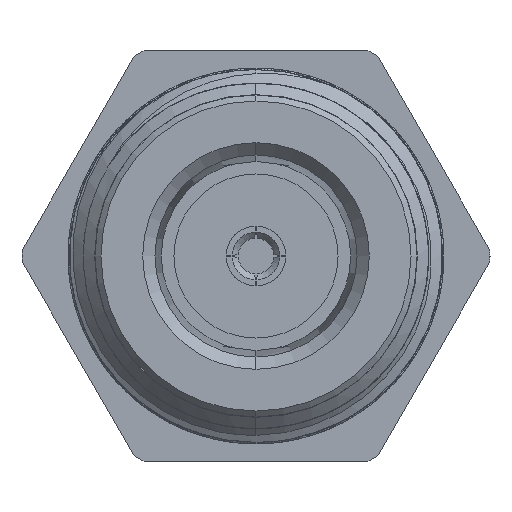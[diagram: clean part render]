
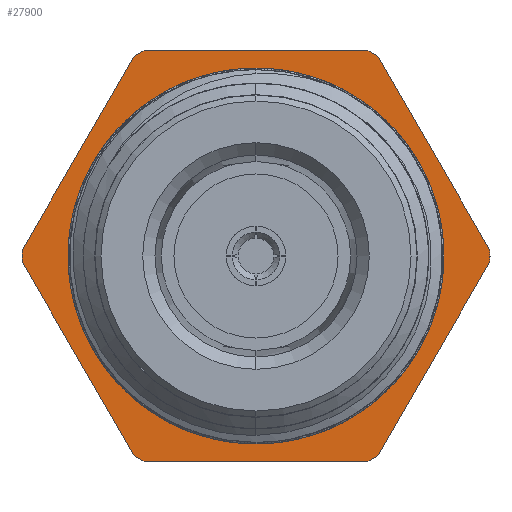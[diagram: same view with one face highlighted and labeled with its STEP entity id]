
A CAD part, left-side view. The second image highlights one B-rep face of the part: STEP entity #27900.
In plain terms, the highlighted face is planar.
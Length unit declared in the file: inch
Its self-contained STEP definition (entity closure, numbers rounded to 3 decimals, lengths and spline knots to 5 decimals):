
#819 = DIRECTION ( 'NONE',  ( -1., 0., 0. ) ) ;
#1442 = ORIENTED_EDGE ( 'NONE', *, *, #104888, .T. ) ;
#1476 = DIRECTION ( 'NONE',  ( 0., 0., 1. ) ) ;
#2006 = EDGE_CURVE ( 'NONE', #22116, #83598, #112768, .T. ) ;
#2031 = AXIS2_PLACEMENT_3D ( 'NONE', #22317, #48941, #66839 ) ;
#3149 = CARTESIAN_POINT ( 'NONE',  ( 0.93213, 0.34449, 0.18776 ) ) ;
#4303 = ORIENTED_EDGE ( 'NONE', *, *, #82445, .T. ) ;
#4595 = LINE ( 'NONE', #56934, #56379 ) ;
#7833 = LINE ( 'NONE', #23722, #47380 ) ;
#8710 = DIRECTION ( 'NONE',  ( 0., 0., 1. ) ) ;
#9462 = CARTESIAN_POINT ( 'NONE',  ( 0.93213, 0., 0. ) ) ;
#10337 = LINE ( 'NONE', #39393, #101767 ) ;
#10389 = VERTEX_POINT ( 'NONE', #87014 ) ;
#10588 = CIRCLE ( 'NONE', #17386, 0.39233 ) ;
#11167 = CARTESIAN_POINT ( 'NONE',  ( 0.93213, 0., 0.25033 ) ) ;
#11364 = DIRECTION ( 'NONE',  ( 0., 0.866, -0.5 ) ) ;
#11915 = EDGE_LOOP ( 'NONE', ( #14907, #31820, #35808, #16671, #70720, #4303, #57512, #74738, #74000, #90110, #83861, #97254, #1442 ) ) ;
#14029 = VERTEX_POINT ( 'NONE', #78505 ) ;
#14819 = CARTESIAN_POINT ( 'NONE',  ( 0.93213, 0., 0. ) ) ;
#14907 = ORIENTED_EDGE ( 'NONE', *, *, #45749, .F. ) ;
#15405 = CARTESIAN_POINT ( 'NONE',  ( 0.93213, -0.00964, -0.39222 ) ) ;
#15482 = DIRECTION ( 'NONE',  ( 0., 0.866, 0.5 ) ) ;
#15790 = ORIENTED_EDGE ( 'NONE', *, *, #56332, .T. ) ;
#16151 = EDGE_CURVE ( 'NONE', #22116, #107468, #91474, .T. ) ;
#16671 = ORIENTED_EDGE ( 'NONE', *, *, #2006, .T. ) ;
#17386 = AXIS2_PLACEMENT_3D ( 'NONE', #9462, #37205, #1476 ) ;
#18095 = VERTEX_POINT ( 'NONE', #33694 ) ;
#18375 = DIRECTION ( 'NONE',  ( 0., 0., 1. ) ) ;
#19988 = LINE ( 'NONE', #42959, #67610 ) ;
#20724 = EDGE_CURVE ( 'NONE', #111253, #50189, #44747, .T. ) ;
#20939 = DIRECTION ( 'NONE',  ( -1., 0., 0. ) ) ;
#21524 = DIRECTION ( 'NONE',  ( 0., -0.866, 0.5 ) ) ;
#21613 = CARTESIAN_POINT ( 'NONE',  ( 0.93213, -0.00964, 0.39222 ) ) ;
#22116 = VERTEX_POINT ( 'NONE', #21613 ) ;
#22184 = CARTESIAN_POINT ( 'NONE',  ( 0.93213, 0., 0. ) ) ;
#22234 = EDGE_CURVE ( 'NONE', #92012, #14029, #24166, .T. ) ;
#22317 = CARTESIAN_POINT ( 'NONE',  ( 0.93213, 0., 0. ) ) ;
#23342 = CARTESIAN_POINT ( 'NONE',  ( 0.93213, 0., 0. ) ) ;
#23722 = CARTESIAN_POINT ( 'NONE',  ( 0.93213, 0.34449, 0.19889 ) ) ;
#23983 = VERTEX_POINT ( 'NONE', #11167 ) ;
#24166 = LINE ( 'NONE', #58905, #89629 ) ;
#26256 = CARTESIAN_POINT ( 'NONE',  ( 0.93213, 0., 0. ) ) ;
#27678 = FACE_OUTER_BOUND ( 'NONE', #11915, .T. ) ;
#27900 = ADVANCED_FACE ( 'NONE', ( #80821, #27678 ), #88952, .F. ) ;
#28571 = AXIS2_PLACEMENT_3D ( 'NONE', #22184, #100285, #56823 ) ;
#30542 = EDGE_CURVE ( 'NONE', #92012, #111253, #65555, .T. ) ;
#31365 = VERTEX_POINT ( 'NONE', #83839 ) ;
#31700 = AXIS2_PLACEMENT_3D ( 'NONE', #63249, #88848, #18375 ) ;
#31820 = ORIENTED_EDGE ( 'NONE', *, *, #66736, .T. ) ;
#31833 = VERTEX_POINT ( 'NONE', #106089 ) ;
#33058 = DIRECTION ( 'NONE',  ( 0., 0., 1. ) ) ;
#33694 = CARTESIAN_POINT ( 'NONE',  ( 0.93213, -0.33485, -0.20446 ) ) ;
#35808 = ORIENTED_EDGE ( 'NONE', *, *, #16151, .F. ) ;
#37205 = DIRECTION ( 'NONE',  ( -1., 0., 0. ) ) ;
#39393 = CARTESIAN_POINT ( 'NONE',  ( 0.93213, -0.34449, -0.19889 ) ) ;
#40582 = CARTESIAN_POINT ( 'NONE',  ( 0.93213, -0.33485, 0.20446 ) ) ;
#40709 = VERTEX_POINT ( 'NONE', #75109 ) ;
#42959 = CARTESIAN_POINT ( 'NONE',  ( 0.93213, 0., -0.39778 ) ) ;
#44464 = DIRECTION ( 'NONE',  ( -1., 0., 0. ) ) ;
#44747 = CIRCLE ( 'NONE', #31700, 0.39233 ) ;
#45749 = EDGE_CURVE ( 'NONE', #105077, #47138, #112301, .T. ) ;
#47138 = VERTEX_POINT ( 'NONE', #3149 ) ;
#47380 = VECTOR ( 'NONE', #102580, 39.37008 ) ;
#48601 = VECTOR ( 'NONE', #85963, 39.37008 ) ;
#48941 = DIRECTION ( 'NONE',  ( -1., 0., 0. ) ) ;
#50189 = VERTEX_POINT ( 'NONE', #15405 ) ;
#50323 = DIRECTION ( 'NONE',  ( -1., 0., 0. ) ) ;
#52939 = CARTESIAN_POINT ( 'NONE',  ( 0.93213, 0., 0. ) ) ;
#53079 = DIRECTION ( 'NONE',  ( 0., 0., 1. ) ) ;
#53857 = DIRECTION ( 'NONE',  ( -1., 0., 0. ) ) ;
#54591 = AXIS2_PLACEMENT_3D ( 'NONE', #52939, #819, #62840 ) ;
#54847 = AXIS2_PLACEMENT_3D ( 'NONE', #26256, #44464, #8710 ) ;
#55257 = AXIS2_PLACEMENT_3D ( 'NONE', #106134, #53857, #53079 ) ;
#56332 = EDGE_CURVE ( 'NONE', #31833, #23983, #63355, .T. ) ;
#56379 = VECTOR ( 'NONE', #21524, 39.37008 ) ;
#56823 = DIRECTION ( 'NONE',  ( 0., 0., 1. ) ) ;
#56934 = CARTESIAN_POINT ( 'NONE',  ( 0.93213, 0., 0.39778 ) ) ;
#57512 = ORIENTED_EDGE ( 'NONE', *, *, #62232, .F. ) ;
#58159 = CARTESIAN_POINT ( 'NONE',  ( 0.93213, -0.34449, 0.19889 ) ) ;
#58905 = CARTESIAN_POINT ( 'NONE',  ( 0.93213, 0.34449, -0.19889 ) ) ;
#62232 = EDGE_CURVE ( 'NONE', #18095, #40709, #10588, .T. ) ;
#62840 = DIRECTION ( 'NONE',  ( 0., 0., 1. ) ) ;
#63249 = CARTESIAN_POINT ( 'NONE',  ( 0.93213, 0., 0. ) ) ;
#63355 = CIRCLE ( 'NONE', #2031, 0.25033 ) ;
#65555 = CIRCLE ( 'NONE', #28571, 0.39233 ) ;
#66736 = EDGE_CURVE ( 'NONE', #105077, #107468, #4595, .T. ) ;
#66839 = DIRECTION ( 'NONE',  ( 0., 0., 1. ) ) ;
#67610 = VECTOR ( 'NONE', #11364, 39.37008 ) ;
#70720 = ORIENTED_EDGE ( 'NONE', *, *, #109424, .F. ) ;
#71226 = CARTESIAN_POINT ( 'NONE',  ( 0.93213, 0.33485, 0.20446 ) ) ;
#71961 = CARTESIAN_POINT ( 'NONE',  ( 0.93213, 0., 0. ) ) ;
#73191 = AXIS2_PLACEMENT_3D ( 'NONE', #14819, #84913, #33058 ) ;
#73859 = AXIS2_PLACEMENT_3D ( 'NONE', #23342, #50323, #94166 ) ;
#74000 = ORIENTED_EDGE ( 'NONE', *, *, #20724, .F. ) ;
#74738 = ORIENTED_EDGE ( 'NONE', *, *, #107744, .T. ) ;
#75109 = CARTESIAN_POINT ( 'NONE',  ( 0.93213, -0.34449, -0.18776 ) ) ;
#78505 = CARTESIAN_POINT ( 'NONE',  ( 0.93213, 0.33485, -0.20446 ) ) ;
#80698 = DIRECTION ( 'NONE',  ( 0., 0., 1. ) ) ;
#80821 = FACE_BOUND ( 'NONE', #104267, .T. ) ;
#82445 = EDGE_CURVE ( 'NONE', #10389, #40709, #10337, .T. ) ;
#83598 = VERTEX_POINT ( 'NONE', #40582 ) ;
#83675 = CARTESIAN_POINT ( 'NONE',  ( 0.93213, 0., -0.39233 ) ) ;
#83839 = CARTESIAN_POINT ( 'NONE',  ( 0.93213, 0.34449, -0.18776 ) ) ;
#83861 = ORIENTED_EDGE ( 'NONE', *, *, #22234, .T. ) ;
#84913 = DIRECTION ( 'NONE',  ( -1., 0., 0. ) ) ;
#85963 = DIRECTION ( 'NONE',  ( 0., -0.866, -0.5 ) ) ;
#87014 = CARTESIAN_POINT ( 'NONE',  ( 0.93213, -0.34449, 0.18776 ) ) ;
#88848 = DIRECTION ( 'NONE',  ( -1., 0., 0. ) ) ;
#88952 = PLANE ( 'NONE',  #55257 ) ;
#89629 = VECTOR ( 'NONE', #15482, 39.37008 ) ;
#90110 = ORIENTED_EDGE ( 'NONE', *, *, #30542, .F. ) ;
#90312 = AXIS2_PLACEMENT_3D ( 'NONE', #71961, #20939, #80698 ) ;
#91474 = CIRCLE ( 'NONE', #54591, 0.39233 ) ;
#91941 = EDGE_CURVE ( 'NONE', #23983, #31833, #101599, .T. ) ;
#91994 = DIRECTION ( 'NONE',  ( 0., 0., -1. ) ) ;
#92012 = VERTEX_POINT ( 'NONE', #92941 ) ;
#92941 = CARTESIAN_POINT ( 'NONE',  ( 0.93213, 0.00964, -0.39222 ) ) ;
#94166 = DIRECTION ( 'NONE',  ( 0., 0., 1. ) ) ;
#97254 = ORIENTED_EDGE ( 'NONE', *, *, #106105, .F. ) ;
#97608 = CARTESIAN_POINT ( 'NONE',  ( 0.93213, 0.00964, 0.39222 ) ) ;
#98242 = ORIENTED_EDGE ( 'NONE', *, *, #91941, .T. ) ;
#99152 = CIRCLE ( 'NONE', #90312, 0.39233 ) ;
#100260 = CIRCLE ( 'NONE', #73859, 0.39233 ) ;
#100285 = DIRECTION ( 'NONE',  ( -1., 0., 0. ) ) ;
#101599 = CIRCLE ( 'NONE', #73191, 0.25033 ) ;
#101767 = VECTOR ( 'NONE', #91994, 39.37008 ) ;
#102580 = DIRECTION ( 'NONE',  ( 0., 0., 1. ) ) ;
#104267 = EDGE_LOOP ( 'NONE', ( #98242, #15790 ) ) ;
#104888 = EDGE_CURVE ( 'NONE', #31365, #47138, #7833, .T. ) ;
#105077 = VERTEX_POINT ( 'NONE', #71226 ) ;
#106089 = CARTESIAN_POINT ( 'NONE',  ( 0.93213, 0., -0.25033 ) ) ;
#106105 = EDGE_CURVE ( 'NONE', #31365, #14029, #99152, .T. ) ;
#106134 = CARTESIAN_POINT ( 'NONE',  ( 0.93213, 0.3396, 0. ) ) ;
#107468 = VERTEX_POINT ( 'NONE', #97608 ) ;
#107744 = EDGE_CURVE ( 'NONE', #18095, #50189, #19988, .T. ) ;
#109424 = EDGE_CURVE ( 'NONE', #10389, #83598, #100260, .T. ) ;
#111253 = VERTEX_POINT ( 'NONE', #83675 ) ;
#112301 = CIRCLE ( 'NONE', #54847, 0.39233 ) ;
#112768 = LINE ( 'NONE', #58159, #48601 ) ;
